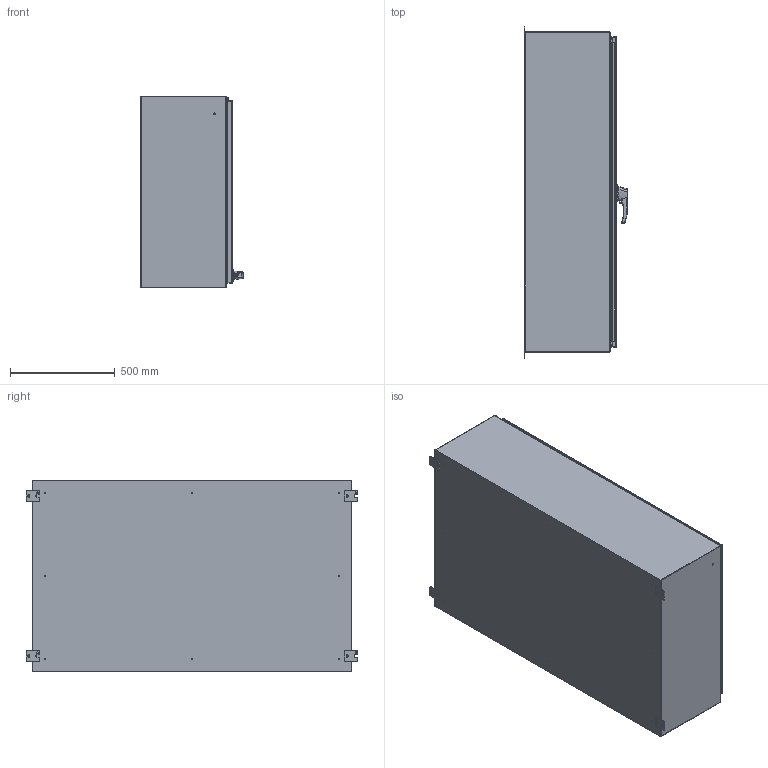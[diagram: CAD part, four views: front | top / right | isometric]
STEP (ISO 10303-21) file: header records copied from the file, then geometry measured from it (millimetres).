
FILE_DESCRIPTION (( 'STEP AP214' ), '1' );
FILE_NAME ('HW603616SSHK.STEP', '2019-07-18T14:48:41', ( '' ), ( '' ), 'SwSTEP 2.0', 'SolidWorks 2018', '' );
FILE_SCHEMA (( 'AUTOMOTIVE_DESIGN' ));
Length unit declared in the file: inch
Products named in the file (1): HW603616SSHK
Bounding box: 494.61 x 1581.15 x 914.4 mm (x, y, z)
Volume: 10907051.3 mm3; surface area: 10778897 mm2
Topology: 52 solids, 53 shells, 1804 faces, 4701 edges, 3053 vertices
Faces by surface type: plane 905, cylinder 761, bspline 95, cone 43
Entity records: 115386 total; most frequent: CARTESIAN_POINT 46709, ORIENTED_EDGE 9386, DIRECTION 9195, EDGE_CURVE 4693, AXIS2_PLACEMENT_3D 3183, VERTEX_POINT 3053, LINE 2829, VECTOR 2829
